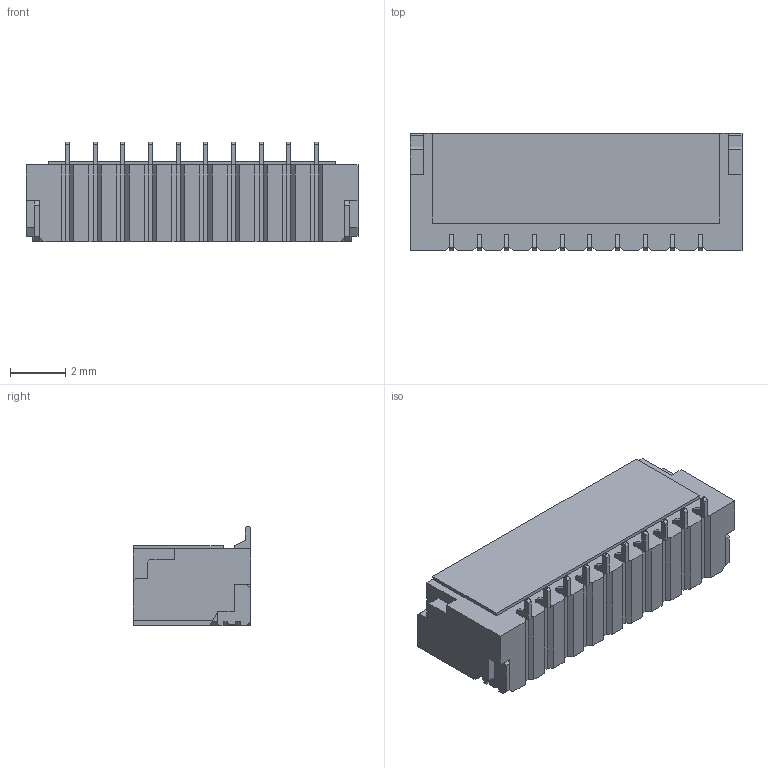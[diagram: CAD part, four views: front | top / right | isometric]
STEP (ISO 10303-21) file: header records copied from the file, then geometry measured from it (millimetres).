
FILE_DESCRIPTION (( 'STEP AP214' ), '1' );
FILE_NAME ('BM10B-SRSS-TB(LF)(SN).STEP', '2023-11-15T19:28:28', ( '' ), ( '' ), 'SwSTEP 2.0', 'SolidWorks 2021', '' );
FILE_SCHEMA (( 'AUTOMOTIVE_DESIGN' ));
Length unit declared in the file: millimetre
Products named in the file (2): BMxxB-SRSS-TB(LF)(SN)_10; BM10B-SRSS-TB(LF)(SN)
Assembly tree (1 placements, depth 2):
  BM10B-SRSS-TB(LF)(SN)
    BMxxB-SRSS-TB(LF)(SN)_10
Bounding box: 12 x 4.25 x 3.6 mm (x, y, z)
Volume: 66 mm3; surface area: 384.5 mm2
Topology: 33 solids, 34 shells, 578 faces, 1410 edges, 922 vertices
Faces by surface type: plane 546, cylinder 32
Entity records: 16938 total; most frequent: CARTESIAN_POINT 2914, ORIENTED_EDGE 2820, DIRECTION 2638, EDGE_CURVE 1410, VECTOR 1346, LINE 1346, VERTEX_POINT 922, AXIS2_PLACEMENT_3D 646
